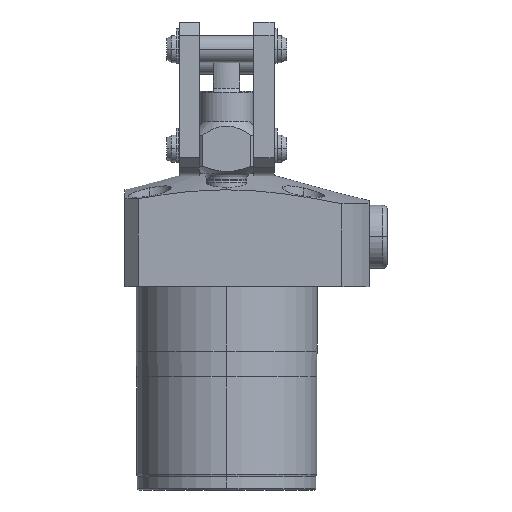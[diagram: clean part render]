
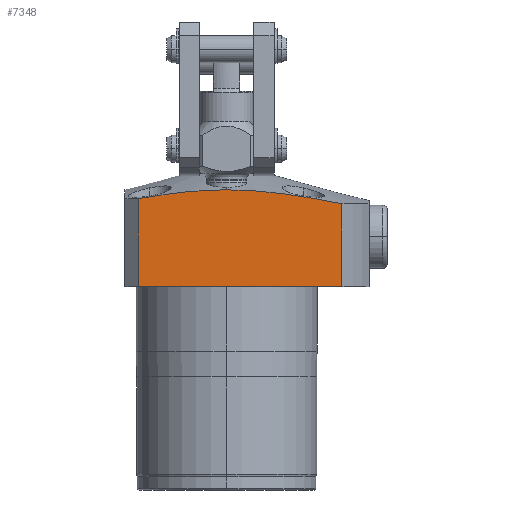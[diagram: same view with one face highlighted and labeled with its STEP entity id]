
A CAD part, left-side view. The second image highlights one B-rep face of the part: STEP entity #7348.
In plain terms, the highlighted planar face has unit normal (-1, 0, 0).
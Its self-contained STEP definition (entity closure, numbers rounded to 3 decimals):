
#505 = FACE_OUTER_BOUND ( 'NONE', #3865, .T. ) ;
#516 = AXIS2_PLACEMENT_3D ( 'NONE', #5237, #5238, #5239 ) ;
#848 = ORIENTED_EDGE ( 'NONE', *, *, #6883, .F. ) ;
#849 = ORIENTED_EDGE ( 'NONE', *, *, #6934, .F. ) ;
#850 = ORIENTED_EDGE ( 'NONE', *, *, #6960, .T. ) ;
#851 = ORIENTED_EDGE ( 'NONE', *, *, #6558, .F. ) ;
#852 = ORIENTED_EDGE ( 'NONE', *, *, #6906, .F. ) ;
#2411 = LINE ( 'NONE', #2412, #6022 ) ;
#2412 = CARTESIAN_POINT ( 'NONE',  ( -22.5, -25.49, 40. ) ) ;
#2413 = DIRECTION ( 'NONE',  ( 0., 0., -1. ) ) ;
#2454 = LINE ( 'NONE', #2455, #6307 ) ;
#2455 = CARTESIAN_POINT ( 'NONE',  ( -22.5, 0., 0. ) ) ;
#2456 = DIRECTION ( 'NONE',  ( 0., 1., 0. ) ) ;
#2517 = CARTESIAN_POINT ( 'NONE',  ( -22.5, 0., 21.383 ) ) ;
#2519 = CARTESIAN_POINT ( 'NONE',  ( -22.5, -2.142, 21.383 ) ) ;
#2520 = CARTESIAN_POINT ( 'NONE',  ( -22.5, -4.278, 21.299 ) ) ;
#2521 = CARTESIAN_POINT ( 'NONE',  ( -22.5, -8.54, 20.986 ) ) ;
#2522 = CARTESIAN_POINT ( 'NONE',  ( -22.5, -10.666, 20.758 ) ) ;
#2523 = CARTESIAN_POINT ( 'NONE',  ( -22.5, -14.911, 20.196 ) ) ;
#2524 = CARTESIAN_POINT ( 'NONE',  ( -22.5, -17.03, 19.863 ) ) ;
#2525 = CARTESIAN_POINT ( 'NONE',  ( -22.5, -21.263, 19.128 ) ) ;
#2526 = CARTESIAN_POINT ( 'NONE',  ( -22.5, -23.379, 18.725 ) ) ;
#2527 = CARTESIAN_POINT ( 'NONE',  ( -22.5, -25.49, 18.301 ) ) ;
#2654 = LINE ( 'NONE', #2655, #6288 ) ;
#2655 = CARTESIAN_POINT ( 'NONE',  ( -22.5, 19.5, -45. ) ) ;
#2656 = DIRECTION ( 'NONE',  ( 0., 0., -1. ) ) ;
#2999 = CARTESIAN_POINT ( 'NONE',  ( -22.5, 19.5, 19.434 ) ) ;
#3000 = CARTESIAN_POINT ( 'NONE',  ( -22.5, 16.278, 19.999 ) ) ;
#3001 = CARTESIAN_POINT ( 'NONE',  ( -22.5, 13.041, 20.49 ) ) ;
#3002 = CARTESIAN_POINT ( 'NONE',  ( -22.5, 8.139, 21.013 ) ) ;
#3003 = CARTESIAN_POINT ( 'NONE',  ( -22.5, 6.507, 21.15 ) ) ;
#3004 = CARTESIAN_POINT ( 'NONE',  ( -22.5, 3.249, 21.335 ) ) ;
#3005 = CARTESIAN_POINT ( 'NONE',  ( -22.5, 1.623, 21.383 ) ) ;
#3006 = CARTESIAN_POINT ( 'NONE',  ( -22.5, 0., 21.383 ) ) ;
#3865 = EDGE_LOOP ( 'NONE', ( #851, #850, #852, #848, #849 ) ) ;
#4921 = CARTESIAN_POINT ( 'NONE',  ( -22.5, 19.5, 19.434 ) ) ;
#4922 = CARTESIAN_POINT ( 'NONE',  ( -22.5, 0., 21.383 ) ) ;
#4923 = CARTESIAN_POINT ( 'NONE',  ( -22.5, -25.49, 18.301 ) ) ;
#4925 = CARTESIAN_POINT ( 'NONE',  ( -22.5, -25.49, 0. ) ) ;
#4930 = CARTESIAN_POINT ( 'NONE',  ( -22.5, 19.5, 0. ) ) ;
#5236 = PLANE ( 'NONE',  #516 ) ;
#5237 = CARTESIAN_POINT ( 'NONE',  ( -22.5, -31.5, -45. ) ) ;
#5238 = DIRECTION ( 'NONE',  ( 1., 0., 0. ) ) ;
#5239 = DIRECTION ( 'NONE',  ( 0., 0., -1. ) ) ;
#5603 = B_SPLINE_CURVE_WITH_KNOTS ( 'NONE', 3,
 ( #2517, #2519, #2520, #2521, #2522, #2523, #2524, #2525, #2526, #2527 ),
 .UNSPECIFIED., .F., .F.,
 ( 4, 2, 2, 2, 4 ),
 ( 0.064, 0.071, 0.077, 0.084, 0.09 ),
 .UNSPECIFIED. ) ;
#6022 = VECTOR ( 'NONE', #2413, 1000. ) ;
#6288 = VECTOR ( 'NONE', #2656, 1000. ) ;
#6307 = VECTOR ( 'NONE', #2456, 1000. ) ;
#6323 = B_SPLINE_CURVE_WITH_KNOTS ( 'NONE', 3,
 ( #2999, #3000, #3001, #3002, #3003, #3004, #3005, #3006 ),
 .UNSPECIFIED., .F., .F.,
 ( 4, 2, 2, 4 ),
 ( 0.045, 0.055, 0.059, 0.064 ),
 .UNSPECIFIED. ) ;
#6558 = EDGE_CURVE ( 'NONE', #7160, #7161, #6323, .T. ) ;
#6883 = EDGE_CURVE ( 'NONE', #7162, #7164, #2411, .T. ) ;
#6906 = EDGE_CURVE ( 'NONE', #7164, #7167, #2454, .T. ) ;
#6934 = EDGE_CURVE ( 'NONE', #7161, #7162, #5603, .T. ) ;
#6960 = EDGE_CURVE ( 'NONE', #7160, #7167, #2654, .T. ) ;
#7160 = VERTEX_POINT ( 'NONE', #4921 ) ;
#7161 = VERTEX_POINT ( 'NONE', #4922 ) ;
#7162 = VERTEX_POINT ( 'NONE', #4923 ) ;
#7164 = VERTEX_POINT ( 'NONE', #4925 ) ;
#7167 = VERTEX_POINT ( 'NONE', #4930 ) ;
#7348 = ADVANCED_FACE ( 'NONE', ( #505 ), #5236, .F. ) ;
